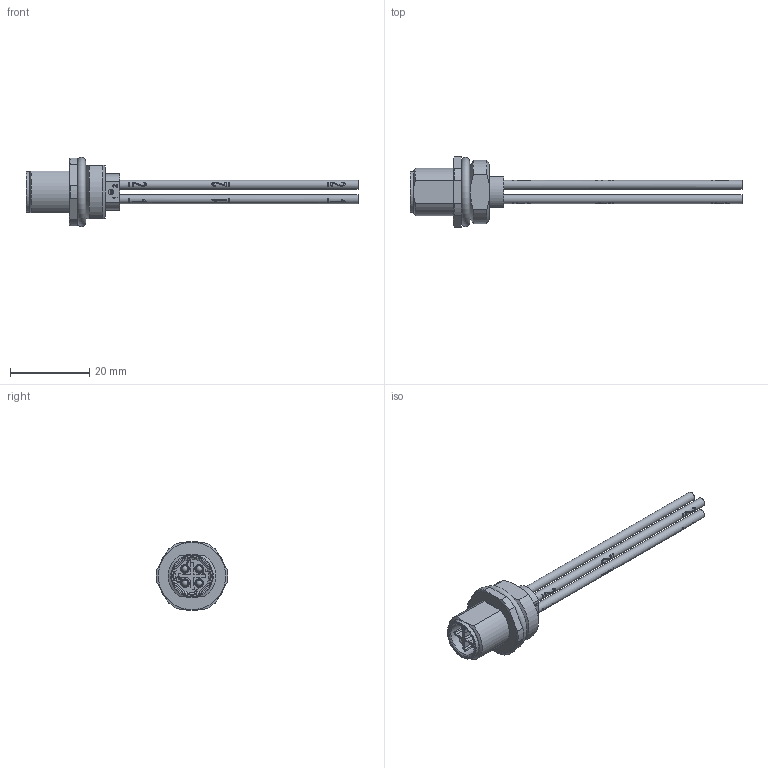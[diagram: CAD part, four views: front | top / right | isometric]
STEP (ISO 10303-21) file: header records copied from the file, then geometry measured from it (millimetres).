
FILE_DESCRIPTION(/* description */ (''),/* implementation_level */ '2;1');
FILE_NAME(/* name */ '09 0691 700 04 001_00.stp',/* time_stamp */ '2013-10-07T16:44:02+02:00',/* author */ (''),/* organization */ (''),/* preprocessor_version */ 'ST-DEVELOPER v14',/* originating_system */ 'SIEMENS PLM Software NX 8.0',/* authorisation */ '');
FILE_SCHEMA (('AUTOMOTIVE_DESIGN { 1 0 10303 214 3 1 1 1 }'));
Length unit declared in the file: millimetre
Products named in the file (1): cerl13841661aw3i
Bounding box: 83.6 x 17.96 x 17.4 mm (x, y, z)
Volume: 3718.2 mm3; surface area: 4015.6 mm2
Topology: 1 solids, 2 shells, 332 faces, 828 edges, 547 vertices
Faces by surface type: plane 181, cylinder 71, extrusion 55, cone 12, torus 9, sphere 4
Full cylindrical faces by diameter (mm): 1.5 x5, 1.8 x1, 2.17 x4, 2.23 x3, 8.35 x1, 10.3 x1, 11 x1, 13.3 x2
Entity records: 13212 total; most frequent: CARTESIAN_POINT 5422, ORIENTED_EDGE 1540, DIRECTION 1417, EDGE_CURVE 770, VERTEX_POINT 526, VECTOR 475, AXIS2_PLACEMENT_3D 471, LINE 420
